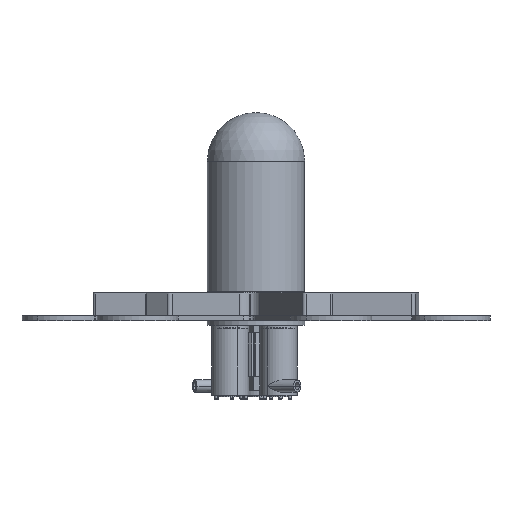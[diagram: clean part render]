
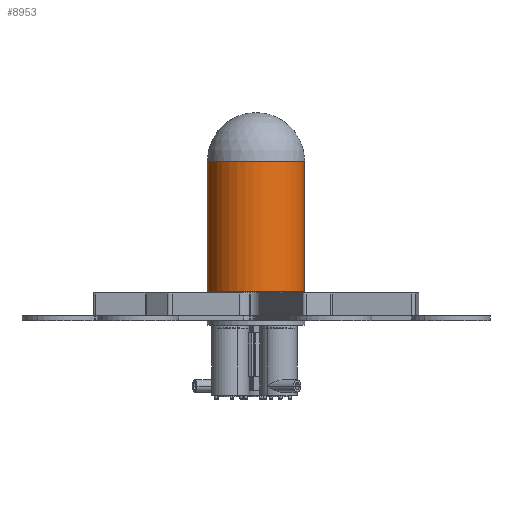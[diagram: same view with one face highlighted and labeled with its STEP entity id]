
A CAD part, front view. The second image highlights one B-rep face of the part: STEP entity #8953.
In plain terms, the highlighted cylindrical face has radius 30 mm (diameter 60 mm), a partial arc.
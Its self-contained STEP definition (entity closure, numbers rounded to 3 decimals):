
#97 = LINE ( 'NONE', #2765, #1616 ) ;
#469 = CIRCLE ( 'NONE', #2782, 30. ) ;
#485 = VERTEX_POINT ( 'NONE', #7687 ) ;
#692 = AXIS2_PLACEMENT_3D ( 'NONE', #1969, #10290, #1190 ) ;
#1046 = DIRECTION ( 'NONE',  ( 0., 0., -1. ) ) ;
#1190 = DIRECTION ( 'NONE',  ( 1., 0., 0. ) ) ;
#1616 = VECTOR ( 'NONE', #5118, 1000. ) ;
#1882 = FACE_OUTER_BOUND ( 'NONE', #2058, .T. ) ;
#1969 = CARTESIAN_POINT ( 'NONE',  ( 0., 0., 18. ) ) ;
#2058 = EDGE_LOOP ( 'NONE', ( #8429, #4799, #4593, #7399 ) ) ;
#2529 = DIRECTION ( 'NONE',  ( 1., 0., 0. ) ) ;
#2765 = CARTESIAN_POINT ( 'NONE',  ( -30., 0., 98. ) ) ;
#2782 = AXIS2_PLACEMENT_3D ( 'NONE', #9292, #6958, #2529 ) ;
#3880 = EDGE_CURVE ( 'NONE', #6443, #7556, #97, .T. ) ;
#4242 = CARTESIAN_POINT ( 'NONE',  ( -30., 0., 98. ) ) ;
#4336 = CARTESIAN_POINT ( 'NONE',  ( 30., 0., 98. ) ) ;
#4593 = ORIENTED_EDGE ( 'NONE', *, *, #3880, .T. ) ;
#4799 = ORIENTED_EDGE ( 'NONE', *, *, #5047, .F. ) ;
#5047 = EDGE_CURVE ( 'NONE', #6443, #6897, #469, .T. ) ;
#5118 = DIRECTION ( 'NONE',  ( 0., 0., -1. ) ) ;
#5227 = CYLINDRICAL_SURFACE ( 'NONE', #6149, 30. ) ;
#5440 = VECTOR ( 'NONE', #8578, 1000. ) ;
#5755 = CARTESIAN_POINT ( 'NONE',  ( 30., 0., 98. ) ) ;
#6149 = AXIS2_PLACEMENT_3D ( 'NONE', #8603, #1046, #7667 ) ;
#6314 = CIRCLE ( 'NONE', #692, 30. ) ;
#6443 = VERTEX_POINT ( 'NONE', #4242 ) ;
#6897 = VERTEX_POINT ( 'NONE', #5755 ) ;
#6911 = LINE ( 'NONE', #4336, #5440 ) ;
#6958 = DIRECTION ( 'NONE',  ( 0., 0., 1. ) ) ;
#7399 = ORIENTED_EDGE ( 'NONE', *, *, #9859, .T. ) ;
#7556 = VERTEX_POINT ( 'NONE', #9369 ) ;
#7667 = DIRECTION ( 'NONE',  ( -1., 0., 0. ) ) ;
#7687 = CARTESIAN_POINT ( 'NONE',  ( 30., 0., 18. ) ) ;
#8429 = ORIENTED_EDGE ( 'NONE', *, *, #9805, .F. ) ;
#8578 = DIRECTION ( 'NONE',  ( 0., 0., -1. ) ) ;
#8603 = CARTESIAN_POINT ( 'NONE',  ( 0., 0., 98. ) ) ;
#8953 = ADVANCED_FACE ( 'NONE', ( #1882 ), #5227, .T. ) ;
#9292 = CARTESIAN_POINT ( 'NONE',  ( 0., 0., 98. ) ) ;
#9369 = CARTESIAN_POINT ( 'NONE',  ( -30., 0., 18. ) ) ;
#9805 = EDGE_CURVE ( 'NONE', #6897, #485, #6911, .T. ) ;
#9859 = EDGE_CURVE ( 'NONE', #7556, #485, #6314, .T. ) ;
#10290 = DIRECTION ( 'NONE',  ( 0., 0., 1. ) ) ;
